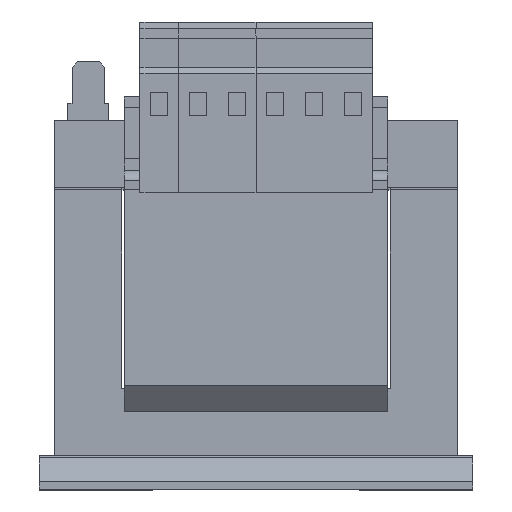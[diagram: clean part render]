
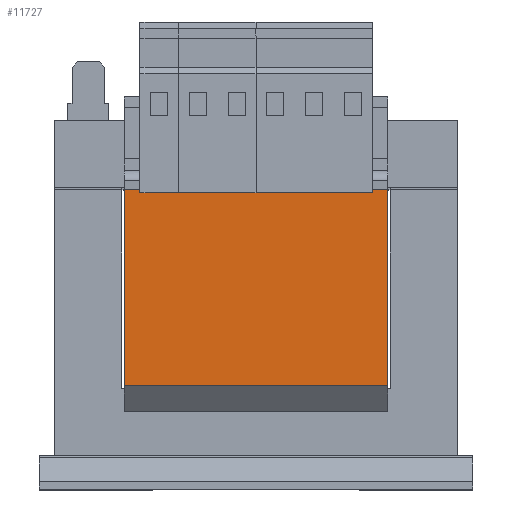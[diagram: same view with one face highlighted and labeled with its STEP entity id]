
A CAD part, top view. The second image highlights one B-rep face of the part: STEP entity #11727.
In plain terms, the highlighted planar face has unit normal (0, 0, 1).
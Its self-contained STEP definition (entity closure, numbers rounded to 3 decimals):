
#43 = DIRECTION ( 'NONE',  ( 0., -1., 0. ) ) ;
#360 = VERTEX_POINT ( 'NONE', #4028 ) ;
#456 = VECTOR ( 'NONE', #7259, 1000. ) ;
#683 = VECTOR ( 'NONE', #5200, 1000. ) ;
#1449 = CARTESIAN_POINT ( 'NONE',  ( 25.55, 19., 29.25 ) ) ;
#1670 = CARTESIAN_POINT ( 'NONE',  ( 25.55, -19., 29.25 ) ) ;
#1775 = ORIENTED_EDGE ( 'NONE', *, *, #11759, .T. ) ;
#2099 = CARTESIAN_POINT ( 'NONE',  ( 25.55, -19., 29.25 ) ) ;
#2972 = CARTESIAN_POINT ( 'NONE',  ( -25.55, -17.3, 29.25 ) ) ;
#2986 = VERTEX_POINT ( 'NONE', #1670 ) ;
#3112 = PLANE ( 'NONE',  #6340 ) ;
#3122 = VECTOR ( 'NONE', #10571, 1000. ) ;
#3172 = CARTESIAN_POINT ( 'NONE',  ( -25.55, -19., 29.25 ) ) ;
#3283 = ORIENTED_EDGE ( 'NONE', *, *, #4505, .T. ) ;
#3688 = VERTEX_POINT ( 'NONE', #4017 ) ;
#3695 = FACE_OUTER_BOUND ( 'NONE', #4208, .T. ) ;
#4017 = CARTESIAN_POINT ( 'NONE',  ( -25.55, 19., 29.25 ) ) ;
#4028 = CARTESIAN_POINT ( 'NONE',  ( 25.55, 19., 29.25 ) ) ;
#4208 = EDGE_LOOP ( 'NONE', ( #1775, #8474, #10732, #3283 ) ) ;
#4505 = EDGE_CURVE ( 'Defeature ausgef�hrt1_37+Defeature ausgef�hrt1_36+Defeature ausgef�hrt1_61+Defeature ausgef�hrt1_62', #360, #3688, #4876, .T. ) ;
#4876 = LINE ( 'NONE', #1449, #3122 ) ;
#5200 = DIRECTION ( 'NONE',  ( 0., -1., 0. ) ) ;
#6340 = AXIS2_PLACEMENT_3D ( 'NONE', #12155, #9104, #11266 ) ;
#7259 = DIRECTION ( 'NONE',  ( -1., 0., 0. ) ) ;
#7976 = EDGE_CURVE ( 'Defeature ausgef�hrt1_38+Defeature ausgef�hrt1_37+Defeature ausgef�hrt1_61+Defeature ausgef�hrt1_62', #2986, #7999, #9557, .T. ) ;
#7999 = VERTEX_POINT ( 'NONE', #3172 ) ;
#8474 = ORIENTED_EDGE ( 'NONE', *, *, #7976, .F. ) ;
#9104 = DIRECTION ( 'NONE',  ( 0., 0., -1. ) ) ;
#9557 = LINE ( 'NONE', #2099, #456 ) ;
#9800 = LINE ( 'NONE', #12184, #683 ) ;
#10466 = EDGE_CURVE ( 'Defeature ausgef�hrt1_61+Defeature ausgef�hrt1_37+Defeature ausgef�hrt1_36+Defeature ausgef�hrt1_38', #360, #2986, #9800, .T. ) ;
#10571 = DIRECTION ( 'NONE',  ( -1., 0., 0. ) ) ;
#10732 = ORIENTED_EDGE ( 'NONE', *, *, #10466, .F. ) ;
#11266 = DIRECTION ( 'NONE',  ( -1., 0., 0. ) ) ;
#11611 = VECTOR ( 'NONE', #43, 1000. ) ;
#11727 = ADVANCED_FACE ( 'Defeature ausgef�hrt1_37', ( #3695 ), #3112, .F. ) ;
#11759 = EDGE_CURVE ( 'Defeature ausgef�hrt1_37+Defeature ausgef�hrt1_62+Defeature ausgef�hrt1_36+Defeature ausgef�hrt1_38', #3688, #7999, #12568, .T. ) ;
#12155 = CARTESIAN_POINT ( 'NONE',  ( 25.55, -17.3, 29.25 ) ) ;
#12184 = CARTESIAN_POINT ( 'NONE',  ( 25.55, 19., 29.25 ) ) ;
#12568 = LINE ( 'NONE', #2972, #11611 ) ;
